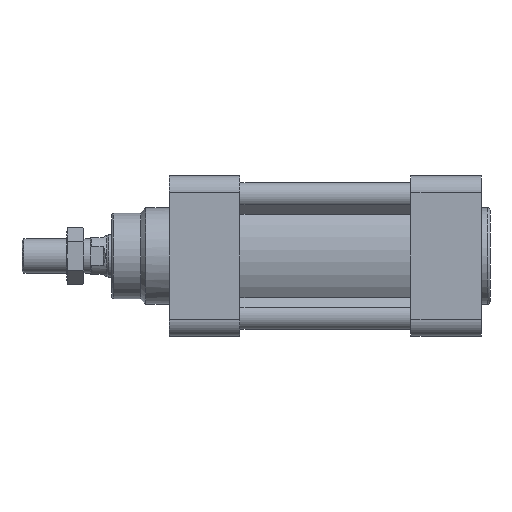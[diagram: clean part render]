
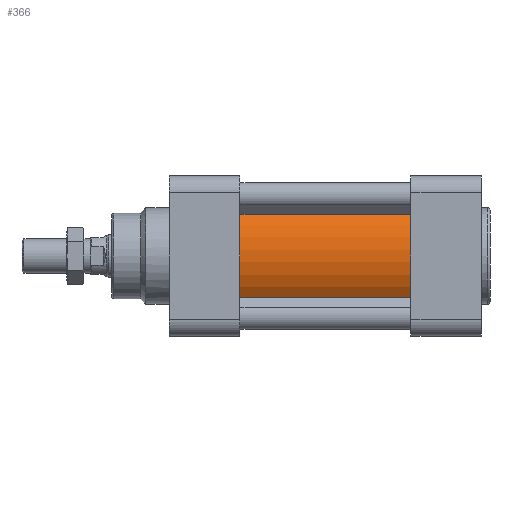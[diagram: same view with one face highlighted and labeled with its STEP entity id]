
A CAD part, front view. The second image highlights one B-rep face of the part: STEP entity #366.
In plain terms, the highlighted cylindrical face has radius 34 mm (diameter 68 mm), a partial arc.
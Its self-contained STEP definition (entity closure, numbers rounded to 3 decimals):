
#366 = ADVANCED_FACE( '', ( #1100 ), #1101, .T. );
#1100 = FACE_OUTER_BOUND( '', #2299, .T. );
#1101 = CYLINDRICAL_SURFACE( '', #2300, 34. );
#2299 = EDGE_LOOP( '', ( #4405, #4406, #4407, #4408 ) );
#2300 = AXIS2_PLACEMENT_3D( '', #4409, #4410, #4411 );
#4405 = ORIENTED_EDGE( '', *, *, #7428, .T. );
#4406 = ORIENTED_EDGE( '', *, *, #7437, .F. );
#4407 = ORIENTED_EDGE( '', *, *, #7447, .F. );
#4408 = ORIENTED_EDGE( '', *, *, #7491, .T. );
#4409 = CARTESIAN_POINT( '', ( 113., 0., 0. ) );
#4410 = DIRECTION( '', ( 1., 0., 0. ) );
#4411 = DIRECTION( '', ( 0., 0., 1. ) );
#7428 = EDGE_CURVE( '', #9047, #9045, #9048, .T. );
#7437 = EDGE_CURVE( '', #9062, #9045, #9064, .T. );
#7447 = EDGE_CURVE( '', #9081, #9062, #9083, .T. );
#7491 = EDGE_CURVE( '', #9081, #9047, #9168, .T. );
#9045 = VERTEX_POINT( '', #12255 );
#9047 = VERTEX_POINT( '', #12258 );
#9048 = CIRCLE( '', #12259, 34. );
#9062 = VERTEX_POINT( '', #12277 );
#9064 = LINE( '', #12280, #12281 );
#9081 = VERTEX_POINT( '', #12299 );
#9083 = CIRCLE( '', #12302, 34. );
#9168 = LINE( '', #12407, #12408 );
#12255 = CARTESIAN_POINT( '', ( 33., -19.422, 27.907 ) );
#12258 = CARTESIAN_POINT( '', ( 33., 19.422, 27.907 ) );
#12259 = AXIS2_PLACEMENT_3D( '', #15148, #15149, #15150 );
#12277 = CARTESIAN_POINT( '', ( 113., -19.422, 27.907 ) );
#12280 = CARTESIAN_POINT( '', ( 113., -19.422, 27.907 ) );
#12281 = VECTOR( '', #15165, 1000. );
#12299 = CARTESIAN_POINT( '', ( 113., 19.422, 27.907 ) );
#12302 = AXIS2_PLACEMENT_3D( '', #15189, #15190, #15191 );
#12407 = CARTESIAN_POINT( '', ( 113., 19.422, 27.907 ) );
#12408 = VECTOR( '', #15281, 1000. );
#15148 = CARTESIAN_POINT( '', ( 33., 0., 0. ) );
#15149 = DIRECTION( '', ( 1., 0., 0. ) );
#15150 = DIRECTION( '', ( 0., 0., -1. ) );
#15165 = DIRECTION( '', ( -1., 0., 0. ) );
#15189 = CARTESIAN_POINT( '', ( 113., 0., 0. ) );
#15190 = DIRECTION( '', ( 1., 0., 0. ) );
#15191 = DIRECTION( '', ( 0., 0., -1. ) );
#15281 = DIRECTION( '', ( -1., 0., 0. ) );
